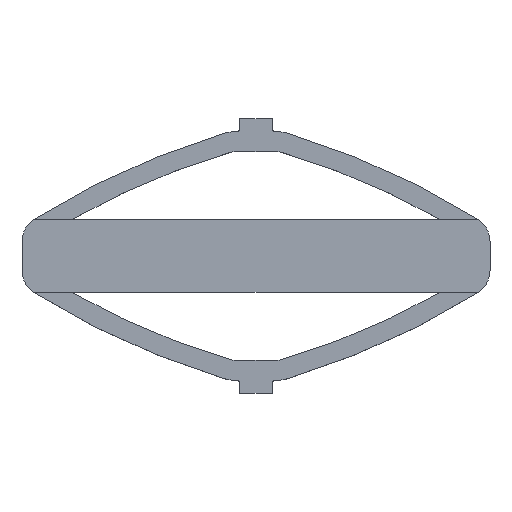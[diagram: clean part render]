
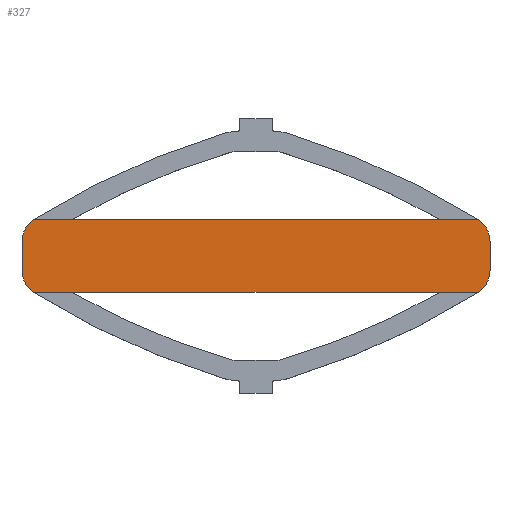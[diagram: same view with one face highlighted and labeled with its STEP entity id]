
A CAD part, top view. The second image highlights one B-rep face of the part: STEP entity #327.
In plain terms, the highlighted planar face has unit normal (0, 0, 1).
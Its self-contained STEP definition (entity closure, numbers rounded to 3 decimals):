
#45 = DIRECTION ( 'NONE',  ( 0., 1., 0. ) ) ;
#46 = VECTOR ( 'NONE', #45, 1000. ) ;
#47 = CARTESIAN_POINT ( 'NONE',  ( 72.553, -4.5, 8. ) ) ;
#54 = CIRCLE ( 'NONE', #68, 8.136 ) ;
#62 = LINE ( 'NONE', #47, #46 ) ;
#65 = DIRECTION ( 'NONE',  ( 1., 0., 0. ) ) ;
#66 = DIRECTION ( 'NONE',  ( 0., 0., 1. ) ) ;
#67 = CARTESIAN_POINT ( 'NONE',  ( 64.417, 4.5, 8. ) ) ;
#68 = AXIS2_PLACEMENT_3D ( 'NONE', #67, #66, #65 ) ;
#192 = CARTESIAN_POINT ( 'NONE',  ( 72.553, -4.5, 8. ) ) ;
#196 = CARTESIAN_POINT ( 'NONE',  ( 68.959, 11.25, 8. ) ) ;
#203 = CARTESIAN_POINT ( 'NONE',  ( 72.553, 4.5, 8. ) ) ;
#243 = EDGE_CURVE ( 'NONE', #250, #257, #872, .T. ) ;
#250 = VERTEX_POINT ( 'NONE', #927 ) ;
#256 = VERTEX_POINT ( 'NONE', #937 ) ;
#257 = VERTEX_POINT ( 'NONE', #942 ) ;
#260 = EDGE_CURVE ( 'NONE', #257, #256, #780, .T. ) ;
#301 = ORIENTED_EDGE ( 'NONE', *, *, #855, .T. ) ;
#314 = ORIENTED_EDGE ( 'NONE', *, *, #852, .T. ) ;
#317 = ORIENTED_EDGE ( 'NONE', *, *, #472, .T. ) ;
#321 = EDGE_CURVE ( 'NONE', #356, #639, #985, .T. ) ;
#327 = ADVANCED_FACE ( 'NONE', ( #1018 ), #995, .T. ) ;
#328 = ORIENTED_EDGE ( 'NONE', *, *, #394, .T. ) ;
#329 = ORIENTED_EDGE ( 'NONE', *, *, #243, .T. ) ;
#330 = ORIENTED_EDGE ( 'NONE', *, *, #321, .T. ) ;
#339 = EDGE_LOOP ( 'NONE', ( #314, #317, #329, #584, #328, #330, #716, #301 ) ) ;
#356 = VERTEX_POINT ( 'NONE', #1044 ) ;
#394 = EDGE_CURVE ( 'NONE', #256, #356, #1114, .T. ) ;
#472 = EDGE_CURVE ( 'NONE', #762, #250, #1192, .T. ) ;
#584 = ORIENTED_EDGE ( 'NONE', *, *, #260, .T. ) ;
#630 = EDGE_CURVE ( 'NONE', #639, #773, #1465, .T. ) ;
#639 = VERTEX_POINT ( 'NONE', #1484 ) ;
#716 = ORIENTED_EDGE ( 'NONE', *, *, #630, .T. ) ;
#762 = VERTEX_POINT ( 'NONE', #196 ) ;
#768 = VERTEX_POINT ( 'NONE', #203 ) ;
#773 = VERTEX_POINT ( 'NONE', #192 ) ;
#779 = CARTESIAN_POINT ( 'NONE',  ( -72.553, -4.5, 8. ) ) ;
#780 = LINE ( 'NONE', #779, #915 ) ;
#852 = EDGE_CURVE ( 'NONE', #768, #762, #54, .T. ) ;
#855 = EDGE_CURVE ( 'NONE', #773, #768, #62, .T. ) ;
#872 = CIRCLE ( 'NONE', #939, 8.136 ) ;
#914 = DIRECTION ( 'NONE',  ( 0., -1., 0. ) ) ;
#915 = VECTOR ( 'NONE', #914, 1000. ) ;
#926 = CARTESIAN_POINT ( 'NONE',  ( -64.417, 4.5, 8. ) ) ;
#927 = CARTESIAN_POINT ( 'NONE',  ( -68.959, 11.25, 8. ) ) ;
#929 = DIRECTION ( 'NONE',  ( 0., 0., 1. ) ) ;
#937 = CARTESIAN_POINT ( 'NONE',  ( -72.553, -4.5, 8. ) ) ;
#938 = DIRECTION ( 'NONE',  ( 1., 0., 0. ) ) ;
#939 = AXIS2_PLACEMENT_3D ( 'NONE', #926, #929, #938 ) ;
#942 = CARTESIAN_POINT ( 'NONE',  ( -72.553, 4.5, 8. ) ) ;
#978 = DIRECTION ( 'NONE',  ( -1., 0., 0. ) ) ;
#984 = CARTESIAN_POINT ( 'NONE',  ( -68.959, -11.25, 8. ) ) ;
#985 = LINE ( 'NONE', #984, #1039 ) ;
#992 = CARTESIAN_POINT ( 'NONE',  ( 64.417, 4.5, 8. ) ) ;
#995 = PLANE ( 'NONE',  #1008 ) ;
#1004 = DIRECTION ( 'NONE',  ( 1., 0., 0. ) ) ;
#1008 = AXIS2_PLACEMENT_3D ( 'NONE', #992, #1021, #1004 ) ;
#1018 = FACE_OUTER_BOUND ( 'NONE', #339, .T. ) ;
#1021 = DIRECTION ( 'NONE',  ( 0., 0., 1. ) ) ;
#1038 = DIRECTION ( 'NONE',  ( 1., 0., 0. ) ) ;
#1039 = VECTOR ( 'NONE', #1038, 1000. ) ;
#1044 = CARTESIAN_POINT ( 'NONE',  ( -68.959, -11.25, 8. ) ) ;
#1104 = CARTESIAN_POINT ( 'NONE',  ( -64.417, -4.5, 8. ) ) ;
#1109 = DIRECTION ( 'NONE',  ( 1., 0., 0. ) ) ;
#1114 = CIRCLE ( 'NONE', #1119, 8.136 ) ;
#1119 = AXIS2_PLACEMENT_3D ( 'NONE', #1104, #1123, #1109 ) ;
#1123 = DIRECTION ( 'NONE',  ( 0., 0., 1. ) ) ;
#1190 = VECTOR ( 'NONE', #978, 1000. ) ;
#1191 = CARTESIAN_POINT ( 'NONE',  ( -68.959, 11.25, 8. ) ) ;
#1192 = LINE ( 'NONE', #1191, #1190 ) ;
#1465 = CIRCLE ( 'NONE', #1470, 8.136 ) ;
#1466 = DIRECTION ( 'NONE',  ( 1., 0., 0. ) ) ;
#1468 = DIRECTION ( 'NONE',  ( 0., 0., 1. ) ) ;
#1470 = AXIS2_PLACEMENT_3D ( 'NONE', #1477, #1468, #1466 ) ;
#1477 = CARTESIAN_POINT ( 'NONE',  ( 64.417, -4.5, 8. ) ) ;
#1484 = CARTESIAN_POINT ( 'NONE',  ( 68.959, -11.25, 8. ) ) ;
